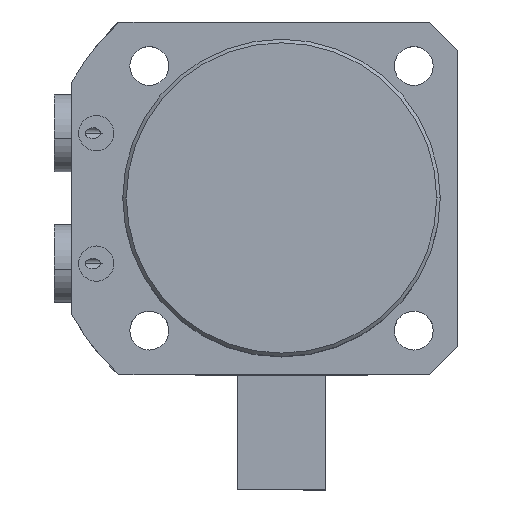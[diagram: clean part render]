
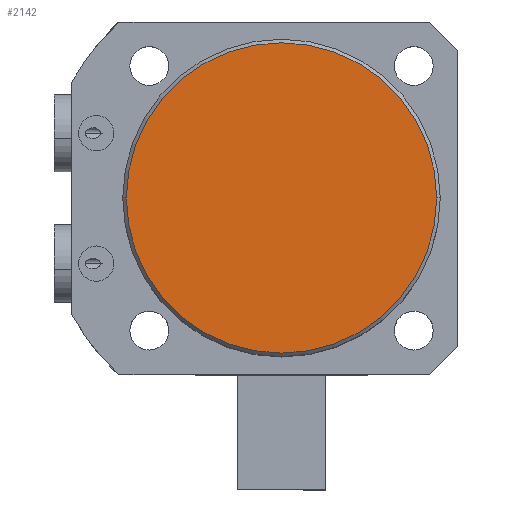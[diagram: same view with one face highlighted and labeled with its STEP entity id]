
A CAD part, top view. The second image highlights one B-rep face of the part: STEP entity #2142.
In plain terms, the highlighted planar face has unit normal (0, 0, 1).
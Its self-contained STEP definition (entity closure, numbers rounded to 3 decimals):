
#156 = FACE_OUTER_BOUND ( 'NONE', #1447, .T. ) ;
#405 = AXIS2_PLACEMENT_3D ( 'NONE', #2772, #2751, #2738 ) ;
#489 = VERTEX_POINT ( 'NONE', #6312 ) ;
#969 = VERTEX_POINT ( 'NONE', #2074 ) ;
#1447 = EDGE_LOOP ( 'NONE', ( #7044, #8544 ) ) ;
#1590 = DIRECTION ( 'NONE',  ( 1., 0., 0. ) ) ;
#1596 = DIRECTION ( 'NONE',  ( 0., 0., 1. ) ) ;
#1607 = CARTESIAN_POINT ( 'NONE',  ( 0., 0., 81. ) ) ;
#2074 = CARTESIAN_POINT ( 'NONE',  ( 44., 0., 81. ) ) ;
#2142 = ADVANCED_FACE ( 'NONE', ( #156 ), #3705, .T. ) ;
#2296 = CIRCLE ( 'NONE', #405, 44. ) ;
#2738 = DIRECTION ( 'NONE',  ( 1., 0., 0. ) ) ;
#2751 = DIRECTION ( 'NONE',  ( 0., 0., 1. ) ) ;
#2772 = CARTESIAN_POINT ( 'NONE',  ( 0., 0., 81. ) ) ;
#3560 = DIRECTION ( 'NONE',  ( 1., 0., 0. ) ) ;
#3586 = DIRECTION ( 'NONE',  ( 0., 0., 1. ) ) ;
#3705 = PLANE ( 'NONE',  #5122 ) ;
#3765 = CARTESIAN_POINT ( 'NONE',  ( 0., 0., 81. ) ) ;
#4208 = CIRCLE ( 'NONE', #6544, 44. ) ;
#5122 = AXIS2_PLACEMENT_3D ( 'NONE', #3765, #3586, #3560 ) ;
#5936 = EDGE_CURVE ( 'NONE', #489, #969, #4208, .T. ) ;
#6312 = CARTESIAN_POINT ( 'NONE',  ( -44., 0., 81. ) ) ;
#6544 = AXIS2_PLACEMENT_3D ( 'NONE', #1607, #1596, #1590 ) ;
#7044 = ORIENTED_EDGE ( 'NONE', *, *, #5936, .T. ) ;
#8544 = ORIENTED_EDGE ( 'NONE', *, *, #8924, .T. ) ;
#8924 = EDGE_CURVE ( 'NONE', #969, #489, #2296, .T. ) ;
